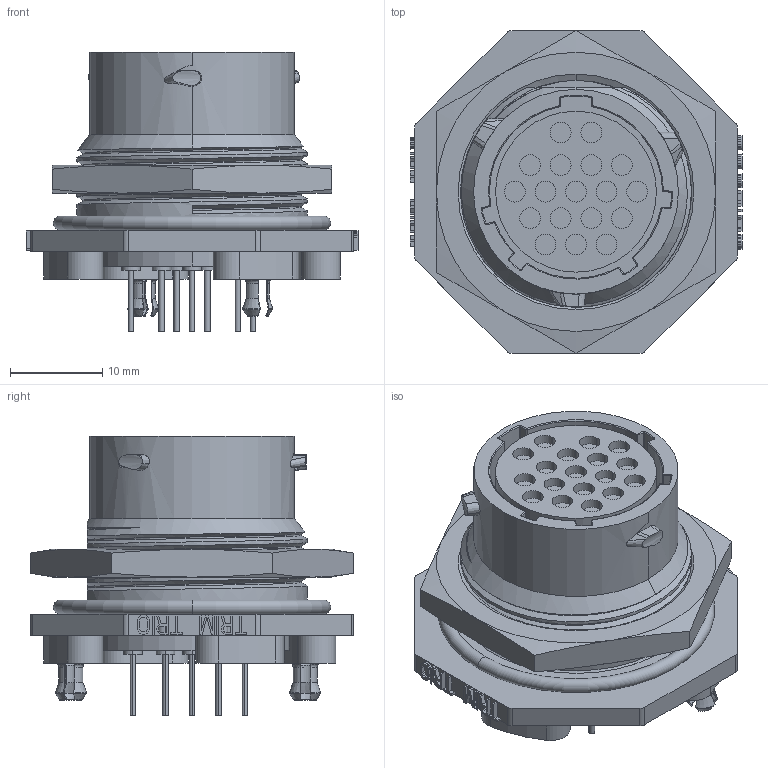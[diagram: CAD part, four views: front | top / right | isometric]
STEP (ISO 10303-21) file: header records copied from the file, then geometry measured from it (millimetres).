
FILE_DESCRIPTION(('FreeCAD Model'),'2;1');
FILE_NAME('UTS714D18S32_sp.step', '2018-07-27T09:48:00',('kicad StepUp'),('ksu MCAD'), 'Open CASCADE STEP processor 6.8','FreeCAD','Unknown');
FILE_SCHEMA(('AUTOMOTIVE_DESIGN_CC2 { 1 2 10303 214 -1 1 5 4 }'));
Length unit declared in the file: millimetre
Products named in the file (1): UTS714D18S32_sp
Bounding box: 35.9 x 34.9 x 30.17 mm (x, y, z)
Surface area: 7634 mm2 (no closed solid volume)
Topology: 0 solids, 15 shells, 566 faces, 2024 edges, 1450 vertices
Faces by surface type: plane 269, cylinder 161, cone 59, torus 36, bspline 32, extrusion 9
Entity records: 26660 total; most frequent: CARTESIAN_POINT 9827, ORIENTED_EDGE 3306, DIRECTION 3243, EDGE_CURVE 2024, VERTEX_POINT 1450, VECTOR 1183, LINE 1174, AXIS2_PLACEMENT_3D 1030
